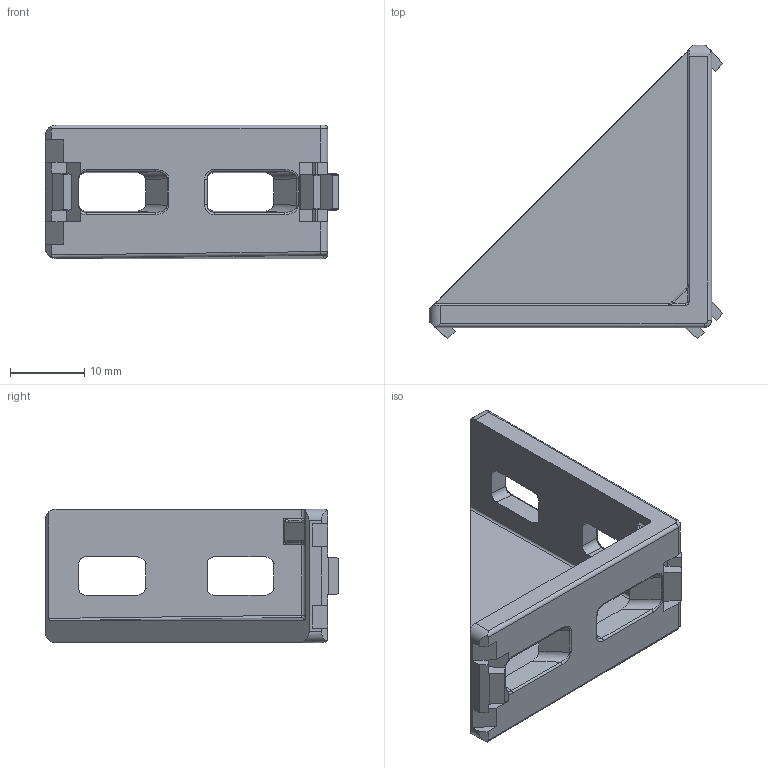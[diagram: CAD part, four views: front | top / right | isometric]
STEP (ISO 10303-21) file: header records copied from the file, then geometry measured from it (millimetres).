
FILE_DESCRIPTION(/* description */ (''),/* implementation_level */ '2;1');
FILE_NAME(/* name */ '303838.stp',/* time_stamp */ '2018-08-11T12:58:04+02:00',/* author */ ('TraceParts'),/* organization */ ('Alutec K&K'),/* preprocessor_version */ 'ST-DEVELOPER v16.1',/* originating_system */ 'Autodesk Inventor 2016',/* authorisation */ '');
FILE_SCHEMA (('AUTOMOTIVE_DESIGN { 1 0 10303 214 3 1 1 }'));
Length unit declared in the file: millimetre
Products named in the file (1): 303838
Bounding box: 39.5 x 39.5 x 18 mm (x, y, z)
Volume: 4909.4 mm3; surface area: 4265.3 mm2
Topology: 1 solids, 1 shells, 168 faces, 448 edges, 278 vertices
Faces by surface type: plane 82, cylinder 53, bspline 33
Entity records: 5648 total; most frequent: CARTESIAN_POINT 1857, ORIENTED_EDGE 888, DIRECTION 673, EDGE_CURVE 444, LINE 279, VECTOR 279, VERTEX_POINT 278, AXIS2_PLACEMENT_3D 197
